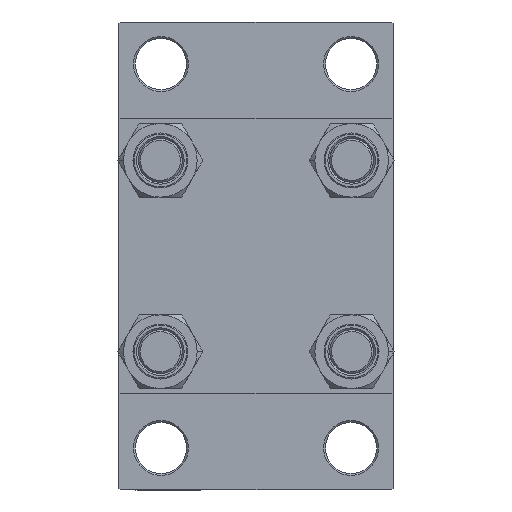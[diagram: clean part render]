
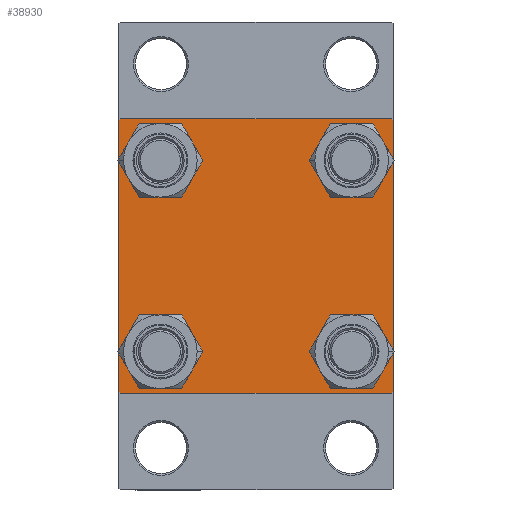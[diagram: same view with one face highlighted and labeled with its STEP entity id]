
A CAD part, left-side view. The second image highlights one B-rep face of the part: STEP entity #38930.
In plain terms, the highlighted planar face has unit normal (-1, 0, 0).
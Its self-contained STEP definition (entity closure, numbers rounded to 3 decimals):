
#298 = AXIS2_PLACEMENT_3D ( 'NONE', #27157, #30534, #37750 ) ;
#464 = DIRECTION ( 'NONE',  ( 1., 0., 0. ) ) ;
#865 = AXIS2_PLACEMENT_3D ( 'NONE', #4259, #11715, #22304 ) ;
#1074 = CARTESIAN_POINT ( 'NONE',  ( 0., 26.15, -19.65 ) ) ;
#1086 = VERTEX_POINT ( 'NONE', #27882 ) ;
#2925 = ORIENTED_EDGE ( 'NONE', *, *, #7807, .F. ) ;
#3004 = EDGE_LOOP ( 'NONE', ( #15698, #30612 ) ) ;
#3354 = CARTESIAN_POINT ( 'NONE',  ( 0., 26.15, 32.65 ) ) ;
#4064 = DIRECTION ( 'NONE',  ( 0., 0., 1. ) ) ;
#4238 = DIRECTION ( 'NONE',  ( 0., -0.707, -0.707 ) ) ;
#4259 = CARTESIAN_POINT ( 'NONE',  ( 0., 26.15, -26.15 ) ) ;
#4800 = CARTESIAN_POINT ( 'NONE',  ( 0., 26.15, 26.15 ) ) ;
#4982 = CARTESIAN_POINT ( 'NONE',  ( 0., -37., -37.5 ) ) ;
#5350 = VERTEX_POINT ( 'NONE', #5520 ) ;
#5520 = CARTESIAN_POINT ( 'NONE',  ( 0., -26.15, 19.65 ) ) ;
#5878 = VECTOR ( 'NONE', #4238, 1000. ) ;
#5996 = ORIENTED_EDGE ( 'NONE', *, *, #27465, .T. ) ;
#6357 = CARTESIAN_POINT ( 'NONE',  ( 0., 37.5, -37.5 ) ) ;
#6805 = VECTOR ( 'NONE', #39585, 1000. ) ;
#6968 = DIRECTION ( 'NONE',  ( 0., 0., 1. ) ) ;
#7082 = EDGE_CURVE ( 'NONE', #28368, #33088, #32114, .T. ) ;
#7178 = EDGE_CURVE ( 'NONE', #37827, #40759, #31879, .T. ) ;
#7403 = EDGE_CURVE ( 'NONE', #22547, #36421, #28739, .T. ) ;
#7422 = CARTESIAN_POINT ( 'NONE',  ( 0., 26.15, 26.15 ) ) ;
#7492 = CARTESIAN_POINT ( 'NONE',  ( 0., 37.25, 37.25 ) ) ;
#7807 = EDGE_CURVE ( 'NONE', #22547, #42795, #9793, .T. ) ;
#8558 = CARTESIAN_POINT ( 'NONE',  ( 0., 37.25, -37.25 ) ) ;
#8718 = EDGE_CURVE ( 'NONE', #40426, #32224, #46328, .T. ) ;
#9128 = DIRECTION ( 'NONE',  ( 1., 0., 0. ) ) ;
#9243 = CIRCLE ( 'NONE', #11541, 6.5 ) ;
#9612 = LINE ( 'NONE', #43512, #42416 ) ;
#9793 = LINE ( 'NONE', #39150, #22483 ) ;
#10498 = DIRECTION ( 'NONE',  ( -1., 0., 0. ) ) ;
#11077 = VERTEX_POINT ( 'NONE', #3354 ) ;
#11167 = EDGE_CURVE ( 'NONE', #43144, #37698, #23341, .T. ) ;
#11404 = EDGE_LOOP ( 'NONE', ( #13321, #5996 ) ) ;
#11541 = AXIS2_PLACEMENT_3D ( 'NONE', #4800, #9128, #26942 ) ;
#11715 = DIRECTION ( 'NONE',  ( 1., 0., 0. ) ) ;
#11739 = EDGE_CURVE ( 'NONE', #32224, #40426, #30284, .T. ) ;
#12116 = EDGE_LOOP ( 'NONE', ( #22071, #13775 ) ) ;
#13321 = ORIENTED_EDGE ( 'NONE', *, *, #46924, .T. ) ;
#13350 = LINE ( 'NONE', #28507, #6805 ) ;
#13775 = ORIENTED_EDGE ( 'NONE', *, *, #35906, .T. ) ;
#14236 = DIRECTION ( 'NONE',  ( 0., 0.707, -0.707 ) ) ;
#15129 = CARTESIAN_POINT ( 'NONE',  ( 0., -26.15, -26.15 ) ) ;
#15698 = ORIENTED_EDGE ( 'NONE', *, *, #8718, .T. ) ;
#15984 = CARTESIAN_POINT ( 'NONE',  ( 0., 37., 37.5 ) ) ;
#17079 = CARTESIAN_POINT ( 'NONE',  ( 0., 37.5, 37. ) ) ;
#18006 = DIRECTION ( 'NONE',  ( 0., 0., 1. ) ) ;
#18460 = EDGE_CURVE ( 'NONE', #33088, #37827, #22991, .T. ) ;
#20132 = CARTESIAN_POINT ( 'NONE',  ( 0., -26.15, 32.65 ) ) ;
#21551 = FACE_BOUND ( 'NONE', #11404, .T. ) ;
#21789 = FACE_BOUND ( 'NONE', #34013, .T. ) ;
#22071 = ORIENTED_EDGE ( 'NONE', *, *, #11167, .T. ) ;
#22109 = VERTEX_POINT ( 'NONE', #20132 ) ;
#22304 = DIRECTION ( 'NONE',  ( 0., 0., 1. ) ) ;
#22483 = VECTOR ( 'NONE', #39865, 1000. ) ;
#22547 = VERTEX_POINT ( 'NONE', #30578 ) ;
#22891 = ORIENTED_EDGE ( 'NONE', *, *, #27082, .F. ) ;
#22991 = LINE ( 'NONE', #8558, #5878 ) ;
#23341 = CIRCLE ( 'NONE', #298, 6.5 ) ;
#23926 = DIRECTION ( 'NONE',  ( 0., -1., 0. ) ) ;
#24134 = AXIS2_PLACEMENT_3D ( 'NONE', #35123, #31276, #38738 ) ;
#25120 = CARTESIAN_POINT ( 'NONE',  ( 0., -37.25, 37.25 ) ) ;
#25250 = DIRECTION ( 'NONE',  ( 1., 0., 0. ) ) ;
#25307 = CARTESIAN_POINT ( 'NONE',  ( 0., -26.15, 26.15 ) ) ;
#25402 = FACE_BOUND ( 'NONE', #12116, .T. ) ;
#26120 = DIRECTION ( 'NONE',  ( 0., 0., 1. ) ) ;
#26427 = AXIS2_PLACEMENT_3D ( 'NONE', #39932, #25250, #6968 ) ;
#26478 = EDGE_CURVE ( 'NONE', #11077, #1086, #34460, .T. ) ;
#26942 = DIRECTION ( 'NONE',  ( 0., 0., 1. ) ) ;
#27082 = EDGE_CURVE ( 'NONE', #34468, #36421, #13350, .T. ) ;
#27157 = CARTESIAN_POINT ( 'NONE',  ( 0., 26.15, -26.15 ) ) ;
#27465 = EDGE_CURVE ( 'NONE', #5350, #22109, #39885, .T. ) ;
#27882 = CARTESIAN_POINT ( 'NONE',  ( 0., 26.15, 19.65 ) ) ;
#28254 = DIRECTION ( 'NONE',  ( 0., 0., -1. ) ) ;
#28342 = AXIS2_PLACEMENT_3D ( 'NONE', #25307, #40230, #36615 ) ;
#28368 = VERTEX_POINT ( 'NONE', #17079 ) ;
#28507 = CARTESIAN_POINT ( 'NONE',  ( 0., 37.5, 37.5 ) ) ;
#28739 = LINE ( 'NONE', #25120, #45620 ) ;
#28816 = CARTESIAN_POINT ( 'NONE',  ( 0., -37., 37.5 ) ) ;
#29021 = FACE_BOUND ( 'NONE', #3004, .T. ) ;
#29394 = ORIENTED_EDGE ( 'NONE', *, *, #7403, .T. ) ;
#29398 = AXIS2_PLACEMENT_3D ( 'NONE', #29737, #10498, #26120 ) ;
#29703 = EDGE_LOOP ( 'NONE', ( #33564, #45752, #33426, #30665, #2925, #29394, #22891, #32738 ) ) ;
#29737 = CARTESIAN_POINT ( 'NONE',  ( 0., 0., 0. ) ) ;
#30284 = CIRCLE ( 'NONE', #26427, 6.5 ) ;
#30534 = DIRECTION ( 'NONE',  ( 1., 0., 0. ) ) ;
#30578 = CARTESIAN_POINT ( 'NONE',  ( 0., -37.5, 37. ) ) ;
#30612 = ORIENTED_EDGE ( 'NONE', *, *, #11739, .T. ) ;
#30665 = ORIENTED_EDGE ( 'NONE', *, *, #38531, .T. ) ;
#30971 = CARTESIAN_POINT ( 'NONE',  ( 0., 37., -37.5 ) ) ;
#31020 = CARTESIAN_POINT ( 'NONE',  ( 0., 37.5, -37. ) ) ;
#31276 = DIRECTION ( 'NONE',  ( 1., 0., 0. ) ) ;
#31879 = LINE ( 'NONE', #6357, #44869 ) ;
#32114 = LINE ( 'NONE', #46791, #36395 ) ;
#32224 = VERTEX_POINT ( 'NONE', #46104 ) ;
#32370 = CIRCLE ( 'NONE', #865, 6.5 ) ;
#32738 = ORIENTED_EDGE ( 'NONE', *, *, #35183, .T. ) ;
#33088 = VERTEX_POINT ( 'NONE', #31020 ) ;
#33249 = ORIENTED_EDGE ( 'NONE', *, *, #26478, .T. ) ;
#33426 = ORIENTED_EDGE ( 'NONE', *, *, #7178, .T. ) ;
#33564 = ORIENTED_EDGE ( 'NONE', *, *, #7082, .T. ) ;
#33871 = EDGE_CURVE ( 'NONE', #1086, #11077, #9243, .T. ) ;
#34013 = EDGE_LOOP ( 'NONE', ( #33249, #37545 ) ) ;
#34072 = LINE ( 'NONE', #7492, #46931 ) ;
#34460 = CIRCLE ( 'NONE', #37554, 6.5 ) ;
#34468 = VERTEX_POINT ( 'NONE', #15984 ) ;
#35123 = CARTESIAN_POINT ( 'NONE',  ( 0., -26.15, 26.15 ) ) ;
#35183 = EDGE_CURVE ( 'NONE', #34468, #28368, #34072, .T. ) ;
#35803 = CARTESIAN_POINT ( 'NONE',  ( 0., -26.15, -19.65 ) ) ;
#35906 = EDGE_CURVE ( 'NONE', #37698, #43144, #32370, .T. ) ;
#36395 = VECTOR ( 'NONE', #28254, 1000. ) ;
#36421 = VERTEX_POINT ( 'NONE', #28816 ) ;
#36615 = DIRECTION ( 'NONE',  ( 0., 0., 1. ) ) ;
#37199 = FACE_OUTER_BOUND ( 'NONE', #29703, .T. ) ;
#37545 = ORIENTED_EDGE ( 'NONE', *, *, #33871, .T. ) ;
#37554 = AXIS2_PLACEMENT_3D ( 'NONE', #7422, #47617, #18006 ) ;
#37698 = VERTEX_POINT ( 'NONE', #42563 ) ;
#37750 = DIRECTION ( 'NONE',  ( 0., 0., 1. ) ) ;
#37827 = VERTEX_POINT ( 'NONE', #30971 ) ;
#38531 = EDGE_CURVE ( 'NONE', #40759, #42795, #9612, .T. ) ;
#38738 = DIRECTION ( 'NONE',  ( 0., 0., 1. ) ) ;
#38930 = ADVANCED_FACE ( 'NONE', ( #21551, #29021, #25402, #21789, #37199 ), #40328, .T. ) ;
#39150 = CARTESIAN_POINT ( 'NONE',  ( 0., -37.5, 37.5 ) ) ;
#39439 = DIRECTION ( 'NONE',  ( 0., -0.707, 0.707 ) ) ;
#39585 = DIRECTION ( 'NONE',  ( 0., -1., 0. ) ) ;
#39805 = DIRECTION ( 'NONE',  ( 0., 0.707, 0.707 ) ) ;
#39865 = DIRECTION ( 'NONE',  ( 0., 0., -1. ) ) ;
#39885 = CIRCLE ( 'NONE', #28342, 6.5 ) ;
#39932 = CARTESIAN_POINT ( 'NONE',  ( 0., -26.15, -26.15 ) ) ;
#40230 = DIRECTION ( 'NONE',  ( 1., 0., 0. ) ) ;
#40328 = PLANE ( 'NONE',  #29398 ) ;
#40426 = VERTEX_POINT ( 'NONE', #35803 ) ;
#40759 = VERTEX_POINT ( 'NONE', #4982 ) ;
#42035 = CARTESIAN_POINT ( 'NONE',  ( 0., -37.5, -37. ) ) ;
#42416 = VECTOR ( 'NONE', #39439, 1000. ) ;
#42563 = CARTESIAN_POINT ( 'NONE',  ( 0., 26.15, -32.65 ) ) ;
#42795 = VERTEX_POINT ( 'NONE', #42035 ) ;
#43144 = VERTEX_POINT ( 'NONE', #1074 ) ;
#43255 = AXIS2_PLACEMENT_3D ( 'NONE', #15129, #464, #4064 ) ;
#43512 = CARTESIAN_POINT ( 'NONE',  ( 0., -37.25, -37.25 ) ) ;
#44869 = VECTOR ( 'NONE', #23926, 1000. ) ;
#44911 = CIRCLE ( 'NONE', #24134, 6.5 ) ;
#45620 = VECTOR ( 'NONE', #39805, 1000. ) ;
#45752 = ORIENTED_EDGE ( 'NONE', *, *, #18460, .T. ) ;
#46104 = CARTESIAN_POINT ( 'NONE',  ( 0., -26.15, -32.65 ) ) ;
#46328 = CIRCLE ( 'NONE', #43255, 6.5 ) ;
#46791 = CARTESIAN_POINT ( 'NONE',  ( 0., 37.5, 37.5 ) ) ;
#46924 = EDGE_CURVE ( 'NONE', #22109, #5350, #44911, .T. ) ;
#46931 = VECTOR ( 'NONE', #14236, 1000. ) ;
#47617 = DIRECTION ( 'NONE',  ( 1., 0., 0. ) ) ;
